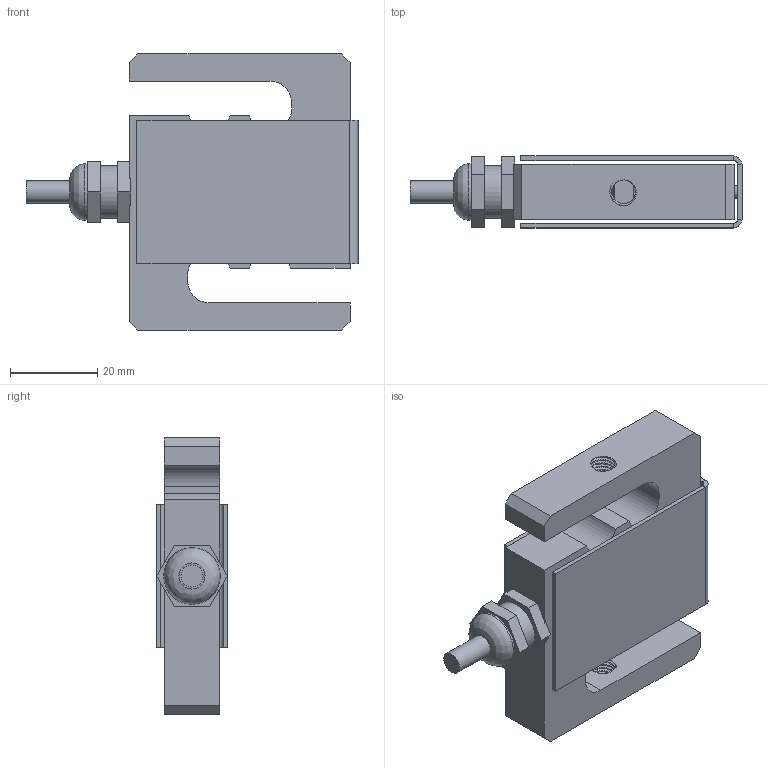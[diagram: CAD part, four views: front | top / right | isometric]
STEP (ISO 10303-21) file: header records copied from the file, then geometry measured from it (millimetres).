
FILE_DESCRIPTION(/* description */ (''),/* implementation_level */ '2;1');
FILE_NAME(/* name */ '101NSGS-(50-250)lb v3.step',/* time_stamp */ '2020-01-23T11:34:47-08:00',/* author */ (''),/* organization */ (''),/* preprocessor_version */ 'ST-DEVELOPER v18',/* originating_system */ 'Autodesk Translation Framework v8.12.0.6',/* authorisation */ '');
FILE_SCHEMA (('AUTOMOTIVE_DESIGN { 1 0 10303 214 3 1 1 }'));
Length unit declared in the file: millimetre
Products named in the file (2): 101NSGS-(50-250)lb; Connector v1
Assembly tree (1 placements, depth 2):
  101NSGS-(50-250)lb
    Connector v1
Bounding box: 76.31 x 16.51 x 63.5 mm (x, y, z)
Volume: 30842.6 mm3; surface area: 21964.4 mm2
Topology: 2 solids, 2 shells, 126 faces, 318 edges, 203 vertices
Faces by surface type: plane 62, cylinder 59, bspline 5
Full cylindrical faces by diameter (mm): 3 x2, 5.1 x1, 5.474 x16, 6.35 x14, 10 x1, 12 x1, 13 x1, 26.6 x1, 27.8 x2, 29.4 x2
Entity records: 5980 total; most frequent: CARTESIAN_POINT 3001, ORIENTED_EDGE 636, DIRECTION 548, EDGE_CURVE 318, VERTEX_POINT 203, AXIS2_PLACEMENT_3D 183, LINE 182, VECTOR 182
